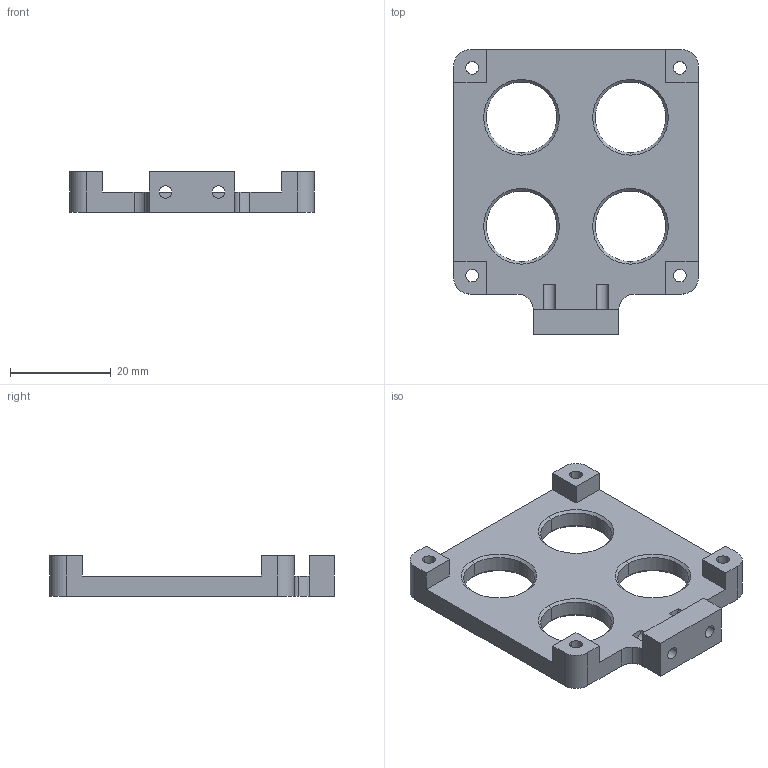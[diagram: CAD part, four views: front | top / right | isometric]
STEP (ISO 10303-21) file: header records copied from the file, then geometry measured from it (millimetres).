
FILE_DESCRIPTION(('STEP AP214'),'1');
FILE_NAME('UMO Omron Probe mount V02.stp','2015-02-06T21:38:34',('fredo'),('fredo'),'Spatial InterOp 3D',' ',' ');
FILE_SCHEMA(('automotive_design'));
Length unit declared in the file: inch
Products named in the file (1): Mounting Plate
Bounding box: 48.5 x 56.5 x 8 mm (x, y, z)
Volume: 8170.9 mm3; surface area: 6008.7 mm2
Topology: 1 solids, 1 shells, 70 faces, 188 edges, 118 vertices
Faces by surface type: cylinder 28, plane 26, cone 16
Entity records: 2812 total; most frequent: DIRECTION 402, CARTESIAN_POINT 377, ORIENTED_EDGE 376, EDGE_CURVE 188, AXIS2_PLACEMENT_3D 143, VERTEX_POINT 118, LINE 116, VECTOR 116
